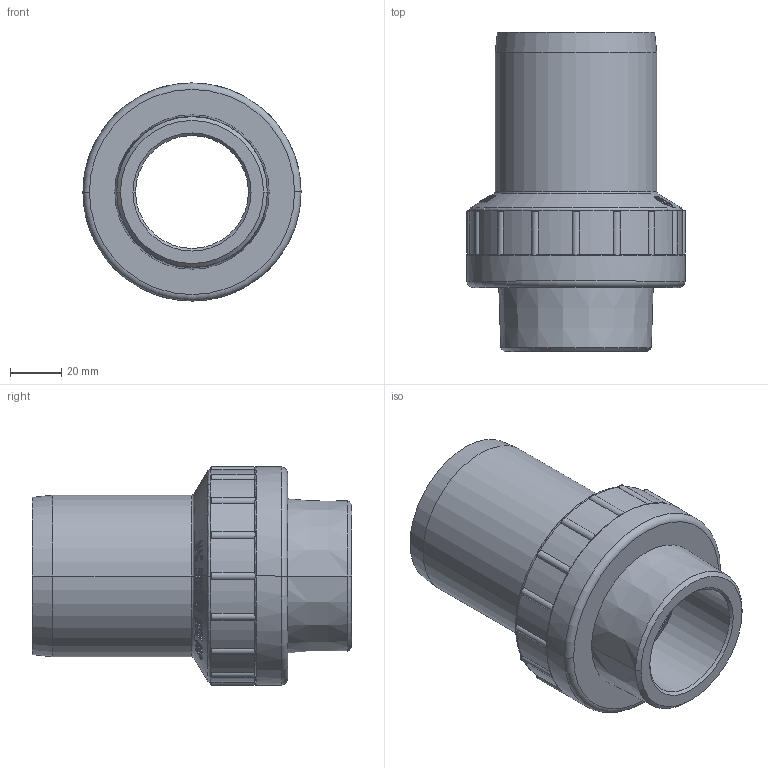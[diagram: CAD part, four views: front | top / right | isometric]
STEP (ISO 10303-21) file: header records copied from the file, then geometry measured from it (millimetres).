
FILE_DESCRIPTION((''),'2;1');
FILE_NAME('C050200006_AF0_46','2017-04-18T',('Stefano'),(''),'PRO/ENGINEER BY PARAMETRIC TECHNOLOGY CORPORATION, 2012130','PRO/ENGINEER BY PARAMETRIC TECHNOLOGY CORPORATION, 2012130','');
FILE_SCHEMA(('CONFIG_CONTROL_DESIGN'));
Length unit declared in the file: millimetre
Products named in the file (1): C050200006_AF0_46
Bounding box: 85 x 124.5 x 85 mm (x, y, z)
Volume: 218650 mm3; surface area: 52301.9 mm2
Topology: 1 solids, 1 shells, 1203 faces, 3423 edges, 2276 vertices
Faces by surface type: plane 955, bspline 125, cylinder 48, cone 41, torus 34
Entity records: 44407 total; most frequent: CARTESIAN_POINT 16030, ORIENTED_EDGE 6846, DIRECTION 4383, EDGE_CURVE 3423, VERTEX_POINT 2276, VECTOR 1735, LINE 1735, B_SPLINE_CURVE_WITH_KNOTS 1442
